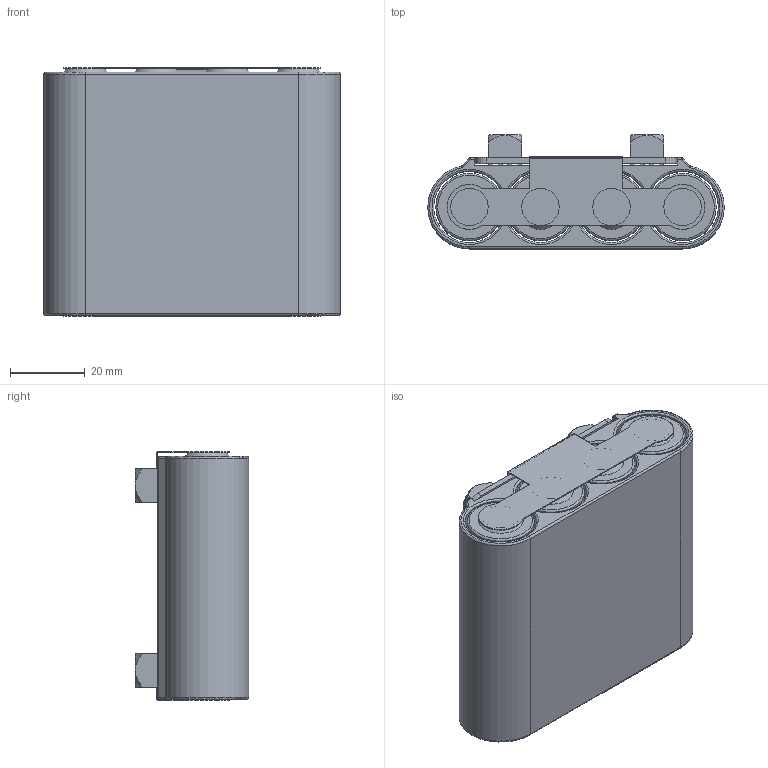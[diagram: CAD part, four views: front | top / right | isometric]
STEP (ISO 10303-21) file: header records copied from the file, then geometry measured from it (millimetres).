
FILE_DESCRIPTION(/* description */ (''),/* implementation_level */ '2;1');
FILE_NAME(/* name */ 'Mod-4P-Group.stp',/* time_stamp */ '2020-05-08T19:35:48-07:00',/* author */ ('andre'),/* organization */ (''),/* preprocessor_version */ 'ST-DEVELOPER v17',/* originating_system */ 'Autodesk Inventor 2019',/* authorisation */ '');
FILE_SCHEMA (('AUTOMOTIVE_DESIGN { 1 0 10303 214 3 1 1 }'));
Length unit declared in the file: millimetre
Products named in the file (6): 4p-18650; 18650-cell; 4p-ModEnclosure; 4p-Nickel; M5_Bush_Terminal_7460408_rev1; 4P-18650-Mod-PCB-2
Assembly tree (12 placements, depth 2):
  4p-18650
    18650-cell  x4
    4p-ModEnclosure
    4p-Nickel  x2
    M5_Bush_Terminal_7460408_rev1  x4
    4P-18650-Mod-PCB-2
Bounding box: 79.3 x 30.4 x 66.5 mm (x, y, z)
Volume: 107767.4 mm3; surface area: 58149.1 mm2
Topology: 12 solids, 12 shells, 652 faces, 1456 edges, 880 vertices
Faces by surface type: plane 524, cylinder 56, cone 28, torus 24, sphere 16, bspline 4
Full cylindrical faces by diameter (mm): 4.134 x4, 5 x4, 18 x4
Entity records: 7246 total; most frequent: CARTESIAN_POINT 1315, DIRECTION 1219, ORIENTED_EDGE 1122, EDGE_CURVE 561, AXIS2_PLACEMENT_3D 408, LINE 403, VECTOR 403, VERTEX_POINT 336
